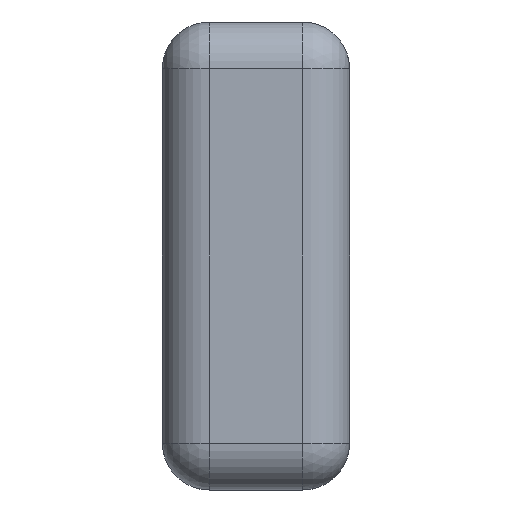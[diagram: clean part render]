
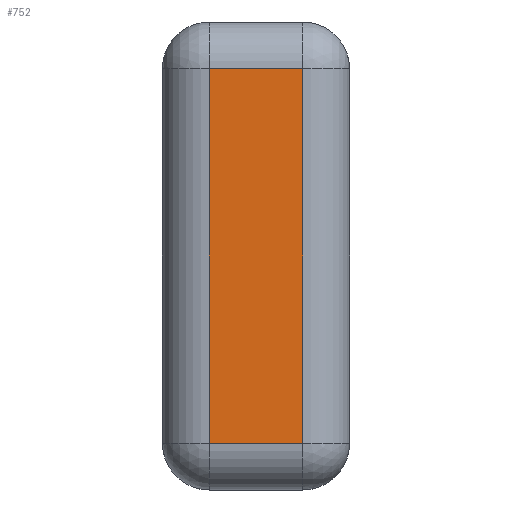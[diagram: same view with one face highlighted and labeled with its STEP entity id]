
A CAD part, left-side view. The second image highlights one B-rep face of the part: STEP entity #752.
In plain terms, the highlighted planar face has unit normal (-1, 0, 0).
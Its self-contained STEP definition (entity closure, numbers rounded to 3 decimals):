
#32 = CARTESIAN_POINT ( 'NONE',  ( -38., 3., 4. ) ) ;
#115 = VECTOR ( 'NONE', #1156, 1000. ) ;
#131 = EDGE_LOOP ( 'NONE', ( #1672, #348, #1579, #1686 ) ) ;
#136 = EDGE_CURVE ( 'NONE', #936, #2088, #1217, .T. ) ;
#224 = DIRECTION ( 'NONE',  ( 0., 0., -1. ) ) ;
#328 = FACE_OUTER_BOUND ( 'NONE', #131, .T. ) ;
#348 = ORIENTED_EDGE ( 'NONE', *, *, #811, .T. ) ;
#423 = VECTOR ( 'NONE', #694, 1000. ) ;
#473 = CARTESIAN_POINT ( 'NONE',  ( -38., 4., 4. ) ) ;
#492 = CARTESIAN_POINT ( 'NONE',  ( -38., 3., -4. ) ) ;
#506 = LINE ( 'NONE', #851, #115 ) ;
#591 = VERTEX_POINT ( 'NONE', #492 ) ;
#694 = DIRECTION ( 'NONE',  ( 0., 0., 1. ) ) ;
#741 = CARTESIAN_POINT ( 'NONE',  ( -38., 1., -5. ) ) ;
#752 = ADVANCED_FACE ( 'NONE', ( #328 ), #985, .F. ) ;
#763 = VECTOR ( 'NONE', #224, 1000. ) ;
#795 = EDGE_CURVE ( 'NONE', #1756, #591, #1887, .T. ) ;
#811 = EDGE_CURVE ( 'NONE', #2088, #1756, #1936, .T. ) ;
#828 = DIRECTION ( 'NONE',  ( 1., 0., 0. ) ) ;
#851 = CARTESIAN_POINT ( 'NONE',  ( -38., 4., -4. ) ) ;
#878 = EDGE_CURVE ( 'NONE', #591, #936, #506, .T. ) ;
#936 = VERTEX_POINT ( 'NONE', #988 ) ;
#939 = DIRECTION ( 'NONE',  ( 0., 1., 0. ) ) ;
#985 = PLANE ( 'NONE',  #1537 ) ;
#988 = CARTESIAN_POINT ( 'NONE',  ( -38., 1., -4. ) ) ;
#1153 = DIRECTION ( 'NONE',  ( 0., 0., -1. ) ) ;
#1156 = DIRECTION ( 'NONE',  ( 0., -1., 0. ) ) ;
#1217 = LINE ( 'NONE', #741, #423 ) ;
#1537 = AXIS2_PLACEMENT_3D ( 'NONE', #1635, #828, #1153 ) ;
#1579 = ORIENTED_EDGE ( 'NONE', *, *, #795, .T. ) ;
#1635 = CARTESIAN_POINT ( 'NONE',  ( -38., 4., -5. ) ) ;
#1672 = ORIENTED_EDGE ( 'NONE', *, *, #136, .T. ) ;
#1686 = ORIENTED_EDGE ( 'NONE', *, *, #878, .T. ) ;
#1756 = VERTEX_POINT ( 'NONE', #32 ) ;
#1839 = CARTESIAN_POINT ( 'NONE',  ( -38., 3., -5. ) ) ;
#1887 = LINE ( 'NONE', #1839, #763 ) ;
#1936 = LINE ( 'NONE', #473, #2093 ) ;
#2009 = CARTESIAN_POINT ( 'NONE',  ( -38., 1., 4. ) ) ;
#2088 = VERTEX_POINT ( 'NONE', #2009 ) ;
#2093 = VECTOR ( 'NONE', #939, 1000. ) ;
